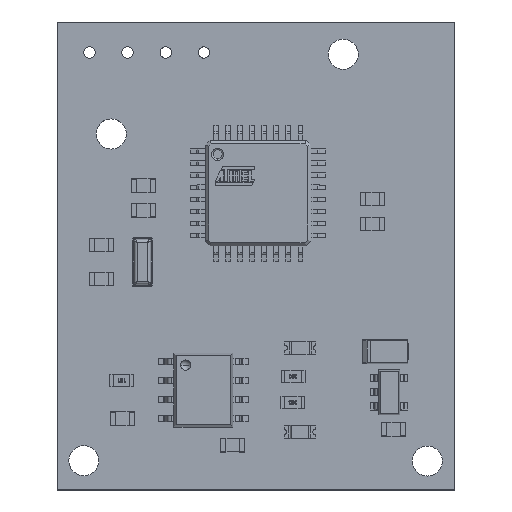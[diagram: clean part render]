
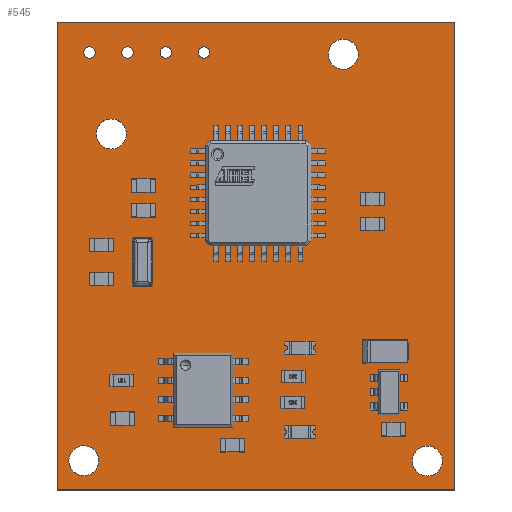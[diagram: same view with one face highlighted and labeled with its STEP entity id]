
A CAD part, top view. The second image highlights one B-rep face of the part: STEP entity #545.
In plain terms, the highlighted planar face has unit normal (0, 0, 1).
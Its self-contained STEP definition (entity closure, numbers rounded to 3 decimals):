
#128 = VERTEX_POINT('',#129);
#129 = CARTESIAN_POINT('',(97.2,56.975,0.411));
#135 = EDGE_CURVE('',#128,#136,#138,.T.);
#136 = VERTEX_POINT('',#137);
#137 = CARTESIAN_POINT('',(97.2,88.1,0.411));
#138 = LINE('',#139,#140);
#139 = CARTESIAN_POINT('',(97.2,56.975,0.411));
#140 = VECTOR('',#141,1.);
#141 = DIRECTION('',(0.,1.,0.));
#166 = EDGE_CURVE('',#136,#167,#169,.T.);
#167 = VERTEX_POINT('',#168);
#168 = CARTESIAN_POINT('',(123.65,88.075,0.411));
#169 = LINE('',#170,#171);
#170 = CARTESIAN_POINT('',(97.2,88.1,0.411));
#171 = VECTOR('',#172,1.);
#172 = DIRECTION('',(1.,-0.001,0.));
#197 = EDGE_CURVE('',#167,#198,#200,.T.);
#198 = VERTEX_POINT('',#199);
#199 = CARTESIAN_POINT('',(123.625,56.975,0.411));
#200 = LINE('',#201,#202);
#201 = CARTESIAN_POINT('',(123.65,88.075,0.411));
#202 = VECTOR('',#203,1.);
#203 = DIRECTION('',(-0.001,-1.,0.));
#228 = EDGE_CURVE('',#198,#128,#229,.T.);
#229 = LINE('',#230,#231);
#230 = CARTESIAN_POINT('',(123.625,56.975,0.411));
#231 = VECTOR('',#232,1.);
#232 = DIRECTION('',(-1.,0.,0.));
#252 = VERTEX_POINT('',#253);
#253 = CARTESIAN_POINT('',(99.975,58.925,0.411));
#259 = EDGE_CURVE('',#252,#252,#260,.T.);
#260 = CIRCLE('',#261,1.);
#261 = AXIS2_PLACEMENT_3D('',#262,#263,#264);
#262 = CARTESIAN_POINT('',(98.975,58.925,0.411));
#263 = DIRECTION('',(0.,0.,1.));
#264 = DIRECTION('',(1.,0.,0.));
#285 = VERTEX_POINT('',#286);
#286 = CARTESIAN_POINT('',(101.8,80.65,0.411));
#292 = EDGE_CURVE('',#285,#285,#293,.T.);
#293 = CIRCLE('',#294,1.);
#294 = AXIS2_PLACEMENT_3D('',#295,#296,#297);
#295 = CARTESIAN_POINT('',(100.8,80.65,0.411));
#296 = DIRECTION('',(0.,0.,1.));
#297 = DIRECTION('',(1.,0.,0.));
#318 = VERTEX_POINT('',#319);
#319 = CARTESIAN_POINT('',(99.726,86.075,0.411));
#325 = EDGE_CURVE('',#318,#318,#326,.T.);
#326 = CIRCLE('',#327,0.381);
#327 = AXIS2_PLACEMENT_3D('',#328,#329,#330);
#328 = CARTESIAN_POINT('',(99.345,86.075,0.411));
#329 = DIRECTION('',(0.,0.,1.));
#330 = DIRECTION('',(1.,0.,0.));
#351 = VERTEX_POINT('',#352);
#352 = CARTESIAN_POINT('',(102.266,86.075,0.411));
#358 = EDGE_CURVE('',#351,#351,#359,.T.);
#359 = CIRCLE('',#360,0.381);
#360 = AXIS2_PLACEMENT_3D('',#361,#362,#363);
#361 = CARTESIAN_POINT('',(101.885,86.075,0.411));
#362 = DIRECTION('',(0.,0.,1.));
#363 = DIRECTION('',(1.,0.,0.));
#384 = VERTEX_POINT('',#385);
#385 = CARTESIAN_POINT('',(117.225,85.95,0.411));
#391 = EDGE_CURVE('',#384,#384,#392,.T.);
#392 = CIRCLE('',#393,1.);
#393 = AXIS2_PLACEMENT_3D('',#394,#395,#396);
#394 = CARTESIAN_POINT('',(116.225,85.95,0.411));
#395 = DIRECTION('',(0.,0.,1.));
#396 = DIRECTION('',(1.,0.,0.));
#417 = VERTEX_POINT('',#418);
#418 = CARTESIAN_POINT('',(122.825,58.9,0.411));
#424 = EDGE_CURVE('',#417,#417,#425,.T.);
#425 = CIRCLE('',#426,1.);
#426 = AXIS2_PLACEMENT_3D('',#427,#428,#429);
#427 = CARTESIAN_POINT('',(121.825,58.9,0.411));
#428 = DIRECTION('',(0.,0.,1.));
#429 = DIRECTION('',(1.,0.,0.));
#450 = VERTEX_POINT('',#451);
#451 = CARTESIAN_POINT('',(104.806,86.075,0.411));
#457 = EDGE_CURVE('',#450,#450,#458,.T.);
#458 = CIRCLE('',#459,0.381);
#459 = AXIS2_PLACEMENT_3D('',#460,#461,#462);
#460 = CARTESIAN_POINT('',(104.425,86.075,0.411));
#461 = DIRECTION('',(0.,0.,1.));
#462 = DIRECTION('',(1.,0.,0.));
#483 = VERTEX_POINT('',#484);
#484 = CARTESIAN_POINT('',(107.346,86.075,0.411));
#490 = EDGE_CURVE('',#483,#483,#491,.T.);
#491 = CIRCLE('',#492,0.381);
#492 = AXIS2_PLACEMENT_3D('',#493,#494,#495);
#493 = CARTESIAN_POINT('',(106.965,86.075,0.411));
#494 = DIRECTION('',(0.,0.,1.));
#495 = DIRECTION('',(1.,0.,0.));
#545 = ADVANCED_FACE('',(#546,#552,#555,#558,#561,#564,#567,#570,#573),
  #576,.T.);
#546 = FACE_BOUND('',#547,.F.);
#547 = EDGE_LOOP('',(#548,#549,#550,#551));
#548 = ORIENTED_EDGE('',*,*,#135,.T.);
#549 = ORIENTED_EDGE('',*,*,#166,.T.);
#550 = ORIENTED_EDGE('',*,*,#197,.T.);
#551 = ORIENTED_EDGE('',*,*,#228,.T.);
#552 = FACE_BOUND('',#553,.T.);
#553 = EDGE_LOOP('',(#554));
#554 = ORIENTED_EDGE('',*,*,#259,.F.);
#555 = FACE_BOUND('',#556,.T.);
#556 = EDGE_LOOP('',(#557));
#557 = ORIENTED_EDGE('',*,*,#292,.F.);
#558 = FACE_BOUND('',#559,.T.);
#559 = EDGE_LOOP('',(#560));
#560 = ORIENTED_EDGE('',*,*,#325,.F.);
#561 = FACE_BOUND('',#562,.T.);
#562 = EDGE_LOOP('',(#563));
#563 = ORIENTED_EDGE('',*,*,#358,.F.);
#564 = FACE_BOUND('',#565,.T.);
#565 = EDGE_LOOP('',(#566));
#566 = ORIENTED_EDGE('',*,*,#391,.F.);
#567 = FACE_BOUND('',#568,.T.);
#568 = EDGE_LOOP('',(#569));
#569 = ORIENTED_EDGE('',*,*,#424,.F.);
#570 = FACE_BOUND('',#571,.T.);
#571 = EDGE_LOOP('',(#572));
#572 = ORIENTED_EDGE('',*,*,#457,.F.);
#573 = FACE_BOUND('',#574,.T.);
#574 = EDGE_LOOP('',(#575));
#575 = ORIENTED_EDGE('',*,*,#490,.F.);
#576 = PLANE('',#577);
#577 = AXIS2_PLACEMENT_3D('',#578,#579,#580);
#578 = CARTESIAN_POINT('',(97.2,56.975,0.411));
#579 = DIRECTION('',(0.,0.,1.));
#580 = DIRECTION('',(1.,0.,0.));
